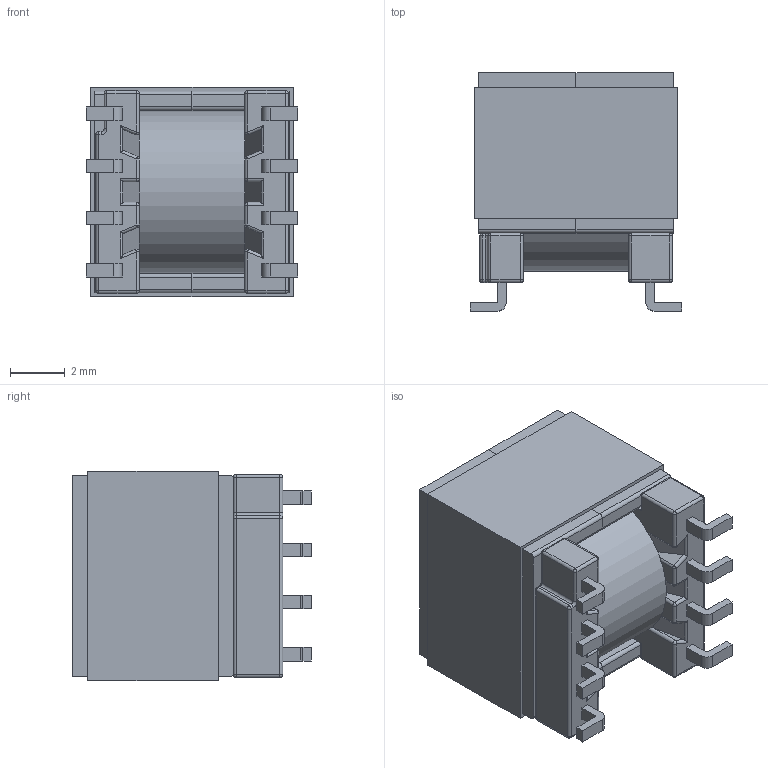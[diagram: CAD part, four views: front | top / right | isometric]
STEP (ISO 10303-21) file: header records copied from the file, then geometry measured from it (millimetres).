
FILE_DESCRIPTION (( 'STEP AP214' ), '1' );
FILE_NAME ('EPX6_5946.STEP', '2021-04-08T21:07:23', ( '' ), ( '' ), 'SwSTEP 2.0', 'SolidWorks 2017', '' );
FILE_SCHEMA (( 'AUTOMOTIVE_DESIGN' ));
Length unit declared in the file: millimetre
Products named in the file (5): 070-5946_coil; 070-5946_6D; 150-2850_6A; 440-9986-2850; EPX6_5946
Assembly tree (5 placements, depth 2):
  EPX6_5946
    070-5946_6D
    150-2850_6A  x2
    070-5946_coil
    440-9986-2850
Bounding box: 7.7 x 8.69 x 7.63 mm (x, y, z)
Volume: 372.8 mm3; surface area: 1186.4 mm2
Topology: 5 solids, 5 shells, 334 faces, 852 edges, 506 vertices
Faces by surface type: plane 142, cylinder 126, sphere 30, bspline 18, torus 18
Entity records: 11011 total; most frequent: CARTESIAN_POINT 2511, ORIENTED_EDGE 1542, DIRECTION 1517, EDGE_CURVE 771, AXIS2_PLACEMENT_3D 538, VERTEX_POINT 472, LINE 441, VECTOR 441
